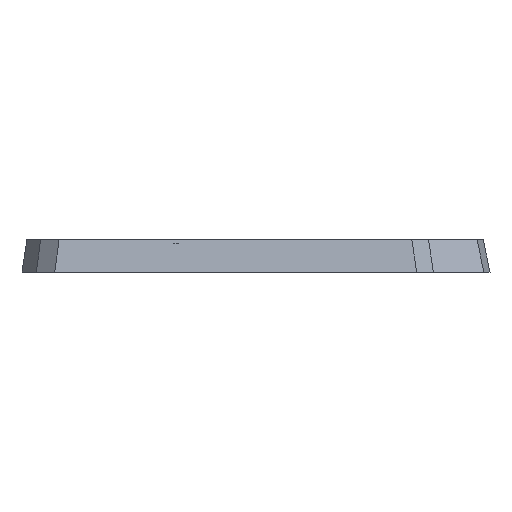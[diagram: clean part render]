
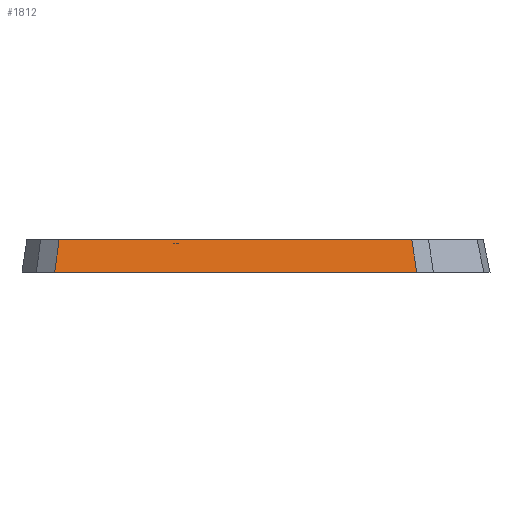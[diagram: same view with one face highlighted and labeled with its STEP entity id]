
A CAD part, left-side view. The second image highlights one B-rep face of the part: STEP entity #1812.
In plain terms, the highlighted planar face has unit normal (-0.989, 0, 0.151).
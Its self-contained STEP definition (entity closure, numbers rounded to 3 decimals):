
#56=PLANE('',#1973);
#145=FACE_OUTER_BOUND('',#243,.T.);
#243=EDGE_LOOP('',(#1494,#1495,#1496,#1497));
#402=LINE('',#2730,#608);
#449=LINE('',#2853,#655);
#485=LINE('',#2923,#691);
#489=LINE('',#2929,#695);
#608=VECTOR('',#2190,10.);
#655=VECTOR('',#2319,10.);
#691=VECTOR('',#2365,10.);
#695=VECTOR('',#2373,10.);
#844=VERTEX_POINT('',#2727);
#845=VERTEX_POINT('',#2729);
#879=VERTEX_POINT('',#2850);
#880=VERTEX_POINT('',#2852);
#1033=EDGE_CURVE('',#844,#845,#402,.T.);
#1095=EDGE_CURVE('',#880,#879,#449,.T.);
#1131=EDGE_CURVE('',#845,#879,#485,.T.);
#1135=EDGE_CURVE('',#880,#844,#489,.T.);
#1494=ORIENTED_EDGE('',*,*,#1131,.F.);
#1495=ORIENTED_EDGE('',*,*,#1033,.F.);
#1496=ORIENTED_EDGE('',*,*,#1135,.F.);
#1497=ORIENTED_EDGE('',*,*,#1095,.T.);
#1812=ADVANCED_FACE('',(#145),#56,.T.);
#1973=AXIS2_PLACEMENT_3D('',#2931,#2376,#2377);
#2190=DIRECTION('',(0.,1.,0.));
#2319=DIRECTION('',(0.,1.,0.));
#2365=DIRECTION('',(0.15,-0.134,0.98));
#2373=DIRECTION('',(-0.15,-0.15,-0.977));
#2376=DIRECTION('center_axis',(-0.988,0.,
0.151));
#2377=DIRECTION('ref_axis',(0.151,0.,0.988));
#2727=CARTESIAN_POINT('',(32.839,-132.046,0.));
#2729=CARTESIAN_POINT('',(32.839,-22.267,0.));
#2730=CARTESIAN_POINT('',(32.839,-17.221,0.));
#2850=CARTESIAN_POINT('',(34.339,-23.612,9.8));
#2852=CARTESIAN_POINT('',(34.339,-130.546,9.8));
#2853=CARTESIAN_POINT('',(34.339,-50.894,9.8));
#2923=CARTESIAN_POINT('',(34.5,-23.757,10.854));
#2929=CARTESIAN_POINT('',(34.98,-129.904,13.99));
#2931=CARTESIAN_POINT('Origin',(33.589,-50.894,4.9));
